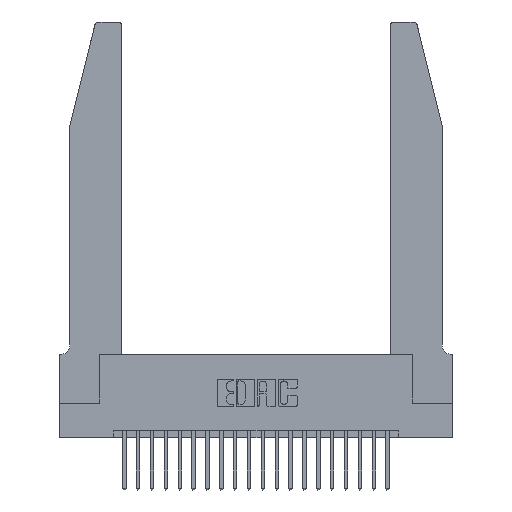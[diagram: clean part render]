
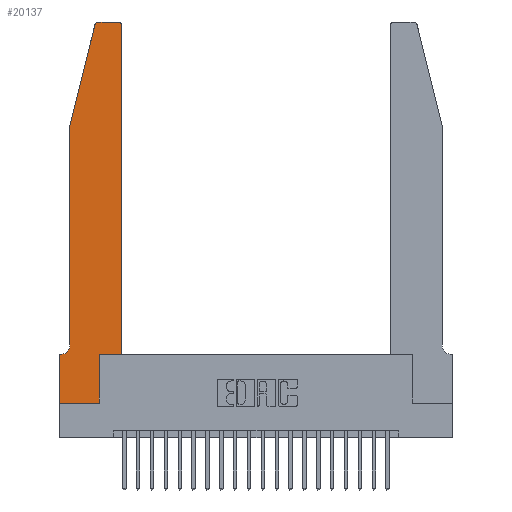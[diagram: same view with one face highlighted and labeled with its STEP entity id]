
A CAD part, top view. The second image highlights one B-rep face of the part: STEP entity #20137.
In plain terms, the highlighted planar face has unit normal (0, 0, 1).
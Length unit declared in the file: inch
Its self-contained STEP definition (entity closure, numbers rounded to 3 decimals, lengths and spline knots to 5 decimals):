
#341 = DIRECTION ( 'NONE',  ( 0., 0., -1. ) ) ;
#638 = CARTESIAN_POINT ( 'NONE',  ( 0.4205, 2.75, 0.37 ) ) ;
#717 = VECTOR ( 'NONE', #1238, 39.37008 ) ;
#1238 = DIRECTION ( 'NONE',  ( 0., 1., 0. ) ) ;
#1393 = EDGE_CURVE ( 'NONE', #2122, #12703, #7909, .T. ) ;
#1700 = CARTESIAN_POINT ( 'NONE',  ( 0., 0., 0.37 ) ) ;
#1732 = LINE ( 'NONE', #8399, #14163 ) ;
#2110 = VERTEX_POINT ( 'NONE', #5356 ) ;
#2122 = VERTEX_POINT ( 'NONE', #18743 ) ;
#2268 = EDGE_CURVE ( 'NONE', #16140, #15760, #7326, .T. ) ;
#3267 = VERTEX_POINT ( 'NONE', #13812 ) ;
#3972 = ORIENTED_EDGE ( 'NONE', *, *, #21552, .T. ) ;
#4492 = VECTOR ( 'NONE', #5510, 39.37008 ) ;
#4522 = VECTOR ( 'NONE', #19873, 39.37008 ) ;
#4822 = CIRCLE ( 'NONE', #16625, 0.07 ) ;
#5356 = CARTESIAN_POINT ( 'NONE',  ( 0.25487, 2.72718, 0.37 ) ) ;
#5510 = DIRECTION ( 'NONE',  ( -1., 0., 0. ) ) ;
#5528 = EDGE_LOOP ( 'NONE', ( #3972, #22571, #16886, #13789, #18582, #22471, #19074, #12482, #20772, #20773, #18238, #21825 ) ) ;
#5549 = VECTOR ( 'NONE', #15813, 39.37008 ) ;
#5641 = EDGE_CURVE ( 'NONE', #2110, #3267, #11188, .T. ) ;
#5736 = CARTESIAN_POINT ( 'NONE',  ( 0.0755, 2., 0.37 ) ) ;
#5927 = AXIS2_PLACEMENT_3D ( 'NONE', #23102, #17677, #12505 ) ;
#6059 = DIRECTION ( 'NONE',  ( 0., -1., 0. ) ) ;
#6165 = LINE ( 'NONE', #14963, #4492 ) ;
#6311 = EDGE_CURVE ( 'NONE', #12528, #22489, #18567, .T. ) ;
#6313 = DIRECTION ( 'NONE',  ( 1., 0., 0. ) ) ;
#6788 = CIRCLE ( 'NONE', #10445, 0.03 ) ;
#7215 = VECTOR ( 'NONE', #9453, 39.37008 ) ;
#7326 = LINE ( 'NONE', #21760, #11284 ) ;
#7501 = EDGE_CURVE ( 'NONE', #22628, #12528, #19965, .T. ) ;
#7516 = VECTOR ( 'NONE', #18457, 39.37008 ) ;
#7622 = DIRECTION ( 'NONE',  ( -1., 0., 0. ) ) ;
#7882 = FACE_OUTER_BOUND ( 'NONE', #5528, .T. ) ;
#7909 = CIRCLE ( 'NONE', #5927, 0.03 ) ;
#7933 = CARTESIAN_POINT ( 'NONE',  ( 0.2865, 0.35, 0.37 ) ) ;
#8207 = CARTESIAN_POINT ( 'NONE',  ( 0.284, 2.75, 0.37 ) ) ;
#8215 = PLANE ( 'NONE',  #9916 ) ;
#8399 = CARTESIAN_POINT ( 'NONE',  ( 0.2865, 0.35, 0.37 ) ) ;
#9453 = DIRECTION ( 'NONE',  ( 1., 0., 0. ) ) ;
#9506 = EDGE_CURVE ( 'NONE', #20818, #2110, #6788, .T. ) ;
#9916 = AXIS2_PLACEMENT_3D ( 'NONE', #20866, #22852, #6313 ) ;
#10445 = AXIS2_PLACEMENT_3D ( 'NONE', #22278, #13181, #20430 ) ;
#10466 = LINE ( 'NONE', #12354, #4522 ) ;
#10595 = LINE ( 'NONE', #21097, #717 ) ;
#11188 = LINE ( 'NONE', #5736, #7516 ) ;
#11284 = VECTOR ( 'NONE', #12961, 39.37008 ) ;
#11682 = CARTESIAN_POINT ( 'NONE',  ( 0., 0., 0.37 ) ) ;
#11778 = VERTEX_POINT ( 'NONE', #14848 ) ;
#12047 = EDGE_CURVE ( 'NONE', #15760, #2122, #10595, .T. ) ;
#12354 = CARTESIAN_POINT ( 'NONE',  ( 0.0755, 2., 0.37 ) ) ;
#12482 = ORIENTED_EDGE ( 'NONE', *, *, #6311, .T. ) ;
#12505 = DIRECTION ( 'NONE',  ( 1., 0., 0. ) ) ;
#12528 = VERTEX_POINT ( 'NONE', #14331 ) ;
#12703 = VERTEX_POINT ( 'NONE', #638 ) ;
#12812 = VERTEX_POINT ( 'NONE', #22710 ) ;
#12961 = DIRECTION ( 'NONE',  ( 1., 0., 0. ) ) ;
#13181 = DIRECTION ( 'NONE',  ( 0., 0., 1. ) ) ;
#13789 = ORIENTED_EDGE ( 'NONE', *, *, #18692, .T. ) ;
#13812 = CARTESIAN_POINT ( 'NONE',  ( 0.0755, 2., 0.37 ) ) ;
#13979 = VECTOR ( 'NONE', #6059, 39.37008 ) ;
#14163 = VECTOR ( 'NONE', #21114, 39.37008 ) ;
#14234 = EDGE_CURVE ( 'NONE', #11778, #12812, #4822, .T. ) ;
#14331 = CARTESIAN_POINT ( 'NONE',  ( 0., 0., 0.37 ) ) ;
#14848 = CARTESIAN_POINT ( 'NONE',  ( 0.0755, 0.42, 0.37 ) ) ;
#14963 = CARTESIAN_POINT ( 'NONE',  ( 0.0755, 0.35, 0.37 ) ) ;
#15223 = LINE ( 'NONE', #19736, #5549 ) ;
#15394 = EDGE_CURVE ( 'NONE', #12812, #22628, #6165, .T. ) ;
#15760 = VERTEX_POINT ( 'NONE', #22551 ) ;
#15813 = DIRECTION ( 'NONE',  ( -1., 0., 0. ) ) ;
#16140 = VERTEX_POINT ( 'NONE', #7933 ) ;
#16397 = CARTESIAN_POINT ( 'NONE',  ( 0.0055, 0.42, 0.37 ) ) ;
#16625 = AXIS2_PLACEMENT_3D ( 'NONE', #16397, #341, #7622 ) ;
#16886 = ORIENTED_EDGE ( 'NONE', *, *, #5641, .T. ) ;
#17098 = CARTESIAN_POINT ( 'NONE',  ( 0., 0.35, 0.37 ) ) ;
#17677 = DIRECTION ( 'NONE',  ( 0., 0., 1. ) ) ;
#18238 = ORIENTED_EDGE ( 'NONE', *, *, #12047, .T. ) ;
#18457 = DIRECTION ( 'NONE',  ( -0.239, -0.971, 0. ) ) ;
#18567 = LINE ( 'NONE', #1700, #7215 ) ;
#18582 = ORIENTED_EDGE ( 'NONE', *, *, #14234, .T. ) ;
#18692 = EDGE_CURVE ( 'NONE', #3267, #11778, #10466, .T. ) ;
#18743 = CARTESIAN_POINT ( 'NONE',  ( 0.4505, 2.72, 0.37 ) ) ;
#19074 = ORIENTED_EDGE ( 'NONE', *, *, #7501, .T. ) ;
#19736 = CARTESIAN_POINT ( 'NONE',  ( 0.2605, 2.75, 0.37 ) ) ;
#19873 = DIRECTION ( 'NONE',  ( 0., -1., 0. ) ) ;
#19965 = LINE ( 'NONE', #11682, #13979 ) ;
#20137 = ADVANCED_FACE ( 'NONE', ( #7882 ), #8215, .T. ) ;
#20355 = EDGE_CURVE ( 'NONE', #22489, #16140, #1732, .T. ) ;
#20430 = DIRECTION ( 'NONE',  ( 1., 0., 0. ) ) ;
#20772 = ORIENTED_EDGE ( 'NONE', *, *, #20355, .T. ) ;
#20773 = ORIENTED_EDGE ( 'NONE', *, *, #2268, .T. ) ;
#20818 = VERTEX_POINT ( 'NONE', #8207 ) ;
#20866 = CARTESIAN_POINT ( 'NONE',  ( 0., 0.35, 0.37 ) ) ;
#21097 = CARTESIAN_POINT ( 'NONE',  ( 0.4505, 0.35, 0.37 ) ) ;
#21114 = DIRECTION ( 'NONE',  ( 0., 1., 0. ) ) ;
#21552 = EDGE_CURVE ( 'NONE', #12703, #20818, #15223, .T. ) ;
#21760 = CARTESIAN_POINT ( 'NONE',  ( 0.4505, 0.35, 0.37 ) ) ;
#21825 = ORIENTED_EDGE ( 'NONE', *, *, #1393, .T. ) ;
#22278 = CARTESIAN_POINT ( 'NONE',  ( 0.284, 2.72, 0.37 ) ) ;
#22471 = ORIENTED_EDGE ( 'NONE', *, *, #15394, .T. ) ;
#22489 = VERTEX_POINT ( 'NONE', #22838 ) ;
#22551 = CARTESIAN_POINT ( 'NONE',  ( 0.4505, 0.35, 0.37 ) ) ;
#22571 = ORIENTED_EDGE ( 'NONE', *, *, #9506, .T. ) ;
#22628 = VERTEX_POINT ( 'NONE', #17098 ) ;
#22710 = CARTESIAN_POINT ( 'NONE',  ( 0.0055, 0.35, 0.37 ) ) ;
#22838 = CARTESIAN_POINT ( 'NONE',  ( 0.2865, 0., 0.37 ) ) ;
#22852 = DIRECTION ( 'NONE',  ( 0., 0., 1. ) ) ;
#23102 = CARTESIAN_POINT ( 'NONE',  ( 0.4205, 2.72, 0.37 ) ) ;
